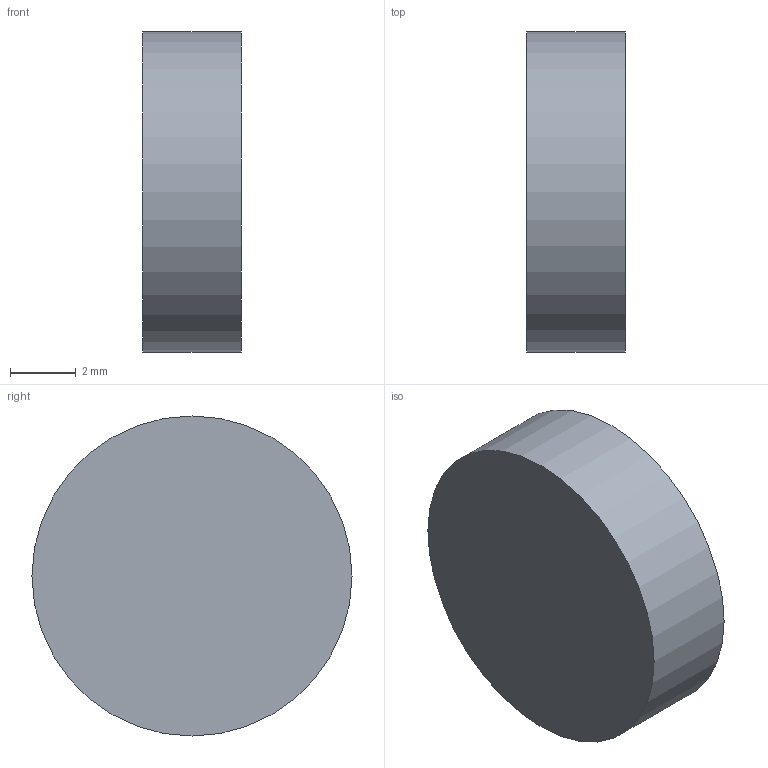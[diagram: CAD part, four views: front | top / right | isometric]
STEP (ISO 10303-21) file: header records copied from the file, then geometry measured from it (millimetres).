
FILE_DESCRIPTION(/* description */ (''),/* implementation_level */ '2;1');
FILE_NAME(/* name */ '1549374556216.stp',/* time_stamp */ '2019-02-05T14:49:32+01:00',/* author */ (''),/* organization */ ('SMS'),/* preprocessor_version */ 'ST-DEVELOPER v15',/* originating_system */ 'SIEMENS PLM Software NX 8.5',/* authorisation */ '');
FILE_SCHEMA (('AUTOMOTIVE_DESIGN { 1 0 10303 214 3 1 1 1 }'));
Length unit declared in the file: millimetre
Products named in the file (1): 111164761mod000_01
Bounding box: 3 x 9.7 x 9.7 mm (x, y, z)
Volume: 221.7 mm3; surface area: 239.2 mm2
Topology: 1 solids, 1 shells, 3 faces, 4 edges, 6 vertices
Faces by surface type: plane 2, cylinder 1
Full cylindrical faces by diameter (mm): 9.7 x1
Entity records: 123 total; most frequent: DIRECTION 18, CARTESIAN_POINT 14, AXIS2_PLACEMENT_3D 9, STYLED_ITEM 7, PRESENTATION_STYLE_ASSIGNMENT 7, EDGE_LOOP 4, ORIENTED_EDGE 4, ADVANCED_FACE 3
